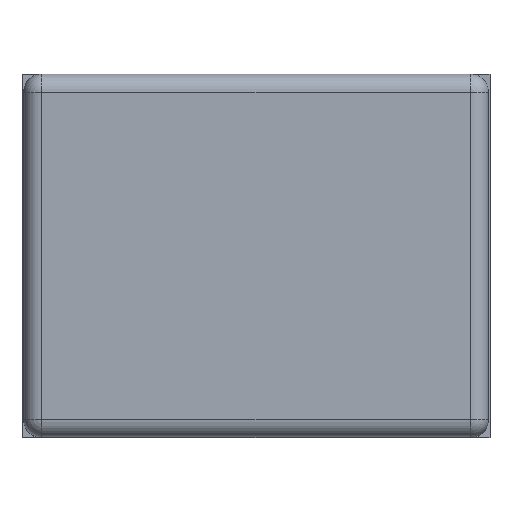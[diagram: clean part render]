
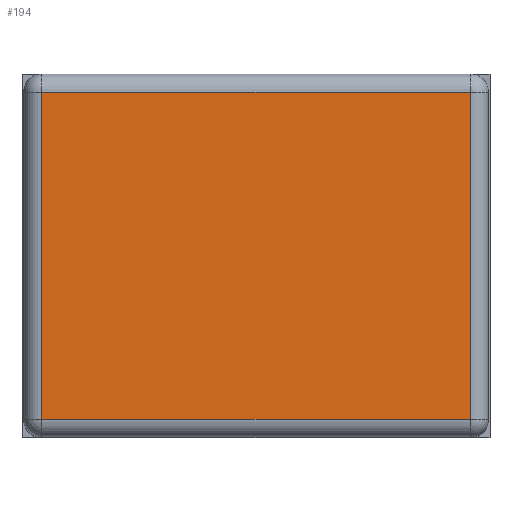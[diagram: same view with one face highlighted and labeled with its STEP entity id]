
A CAD part, top view. The second image highlights one B-rep face of the part: STEP entity #194.
In plain terms, the highlighted planar face has unit normal (0, 0, 1).
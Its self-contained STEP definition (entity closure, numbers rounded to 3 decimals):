
#13=DIRECTION('',(0.,0.,1.));
#46=VECTOR('',#47,1.);
#47=DIRECTION('',(0.,1.,0.));
#51=DIRECTION('',(1.,0.,0.));
#83=VERTEX_POINT('',#84);
#84=CARTESIAN_POINT('',(-1.475,-1.125,1.5));
#89=EDGE_CURVE('',#83,#90,#92,.T.);
#90=VERTEX_POINT('',#91);
#91=CARTESIAN_POINT('',(-1.475,1.125,1.5));
#92=LINE('',#84,#46);
#133=VECTOR('',#51,1.);
#166=VECTOR('',#167,1.);
#167=DIRECTION('',(-1.,-0.,-0.));
#194=ADVANCED_FACE('',(#195),#213,.T.);
#195=FACE_BOUND('',#196,.T.);
#196=EDGE_LOOP('',(#197,#198,#203,#210));
#197=ORIENTED_EDGE('',*,*,#89,.F.);
#198=ORIENTED_EDGE('',*,*,#199,.F.);
#199=EDGE_CURVE('',#200,#83,#202,.T.);
#200=VERTEX_POINT('',#201);
#201=CARTESIAN_POINT('',(1.475,-1.125,1.5));
#202=LINE('',#201,#166);
#203=ORIENTED_EDGE('',*,*,#204,.F.);
#204=EDGE_CURVE('',#205,#200,#207,.T.);
#205=VERTEX_POINT('',#206);
#206=CARTESIAN_POINT('',(1.475,1.125,1.5));
#207=LINE('',#206,#208);
#208=VECTOR('',#209,1.);
#209=DIRECTION('',(-0.,-1.,-0.));
#210=ORIENTED_EDGE('',*,*,#211,.F.);
#211=EDGE_CURVE('',#90,#205,#212,.T.);
#212=LINE('',#91,#133);
#213=PLANE('',#214);
#214=AXIS2_PLACEMENT_3D('',#215,#13,#51);
#215=CARTESIAN_POINT('',(-1.6,-1.25,1.5));
